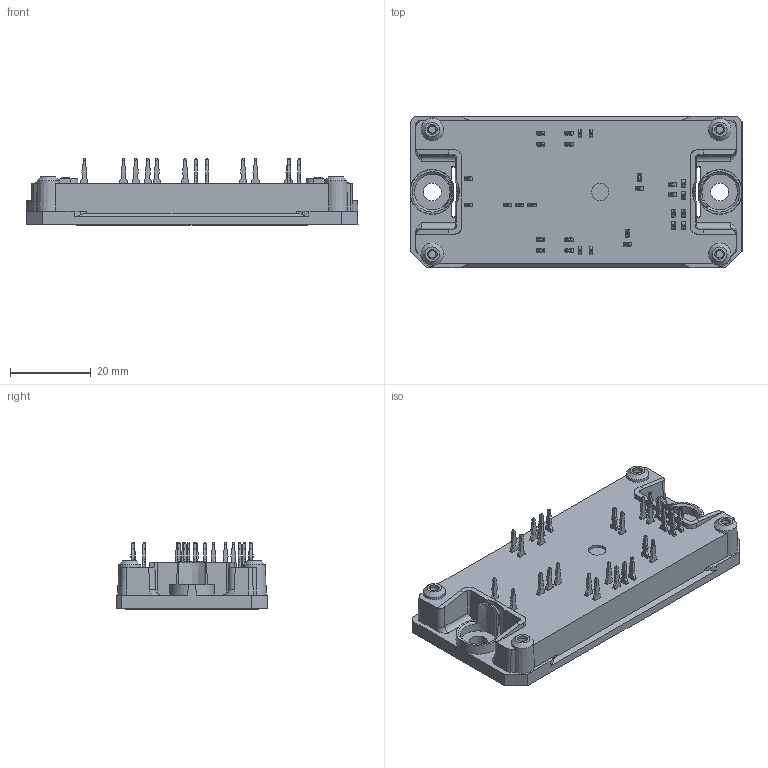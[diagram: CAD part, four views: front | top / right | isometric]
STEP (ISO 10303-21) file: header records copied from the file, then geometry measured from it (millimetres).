
FILE_DESCRIPTION(/* description */ ('Unknown'),/* implementation_level */ '2;1');
FILE_NAME(/* name */ 'Flow1-4T12TC-PG00(290)-01-OL',/* time_stamp */ '2022-11-28T10:03:48+01:00',/* author */ ('Unknown'),/* organization */ ('Unknown'),/* preprocessor_version */ 'ST-DEVELOPER v18.1',/* originating_system */ 'Solid Edge',/* authorisation */ 'Unknown');
FILE_SCHEMA (('AUTOMOTIVE_DESIGN {1 0 10303 214 3 1 1}'));
Products named in the file (1): Flow1-4T12TC-PG00-OL
Bounding box: 82 x 37.4 x 16.53 mm (x, y, z)
Volume: 26002 mm3; surface area: 11641.3 mm2
Topology: 1 solids, 1 shells, 1428 faces, 4041 edges, 2677 vertices
Faces by surface type: plane 786, cylinder 463, bspline 133, cone 34, sphere 8, torus 4
Full cylindrical faces by diameter (mm): 2.4 x4, 4.3 x1, 4.4 x2
Entity records: 59217 total; most frequent: CARTESIAN_POINT 12834, ORIENTED_EDGE 7984, DIRECTION 7194, EDGE_CURVE 3992, VERTEX_POINT 2662, LINE 2530, VECTOR 2530, AXIS2_PLACEMENT_3D 2332
